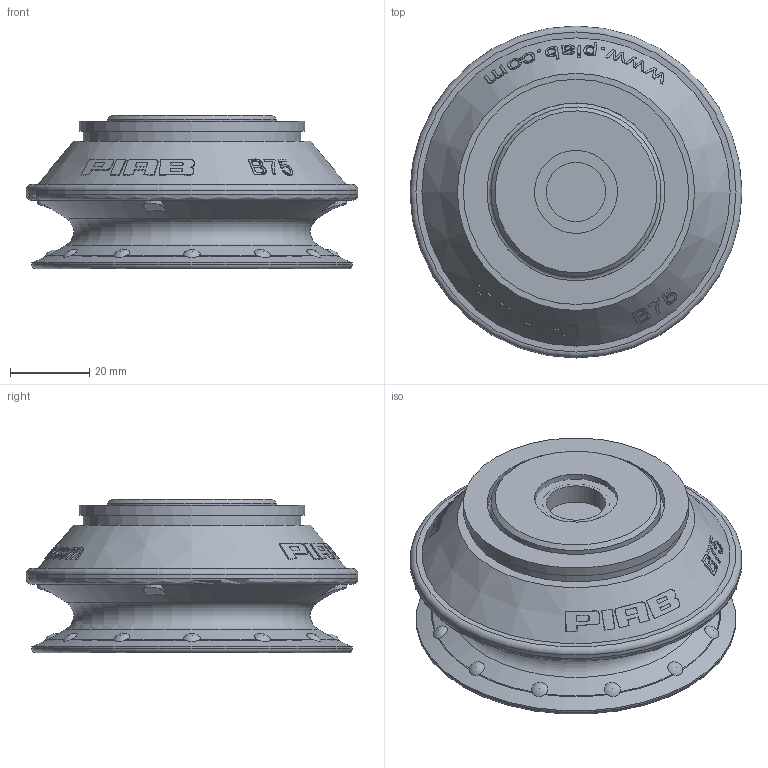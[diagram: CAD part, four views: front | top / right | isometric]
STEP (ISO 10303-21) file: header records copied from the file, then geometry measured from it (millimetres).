
FILE_DESCRIPTION( ( 'Unknown' ), '1' );
FILE_NAME( 'SE-0415902.stp', 'Unknown', ( 'Unknown' ), ( 'Unknown' ), 'PSStep 17.0.49', 'Unknown', ' ' );
FILE_SCHEMA( ( 'AUTOMOTIVE_DESIGN { 1 0 10303 214 1 1 1 1 }' ) );
Length unit declared in the file: millimetre
Products named in the file (3): Assem1; SE-0415885; 0106792
Assembly tree (2 placements, depth 2):
  Assem1
    SE-0415885
    0106792
Bounding box: 84 x 84 x 38.8 mm (x, y, z)
Volume: 140320.5 mm3; surface area: 27442.9 mm2
Topology: 2 solids, 2 shells, 306 faces, 797 edges, 524 vertices
Faces by surface type: plane 157, extrusion 46, cylinder 38, cone 36, torus 17, sphere 12
Full cylindrical faces by diameter (mm): 15 x1, 17 x1, 19 x1, 20 x1, 21 x1, 22 x1, 43 x1, 45 x1, 50 x2, 55 x1, 57 x1, 81 x1, 84 x1
Entity records: 14503 total; most frequent: CARTESIAN_POINT 5371, ORIENTED_EDGE 1420, DIRECTION 1218, EDGE_CURVE 710, VERTEX_POINT 496, AXIS2_PLACEMENT_3D 488, EDGE_LOOP 370, FACE_OUTER_BOUND 322
